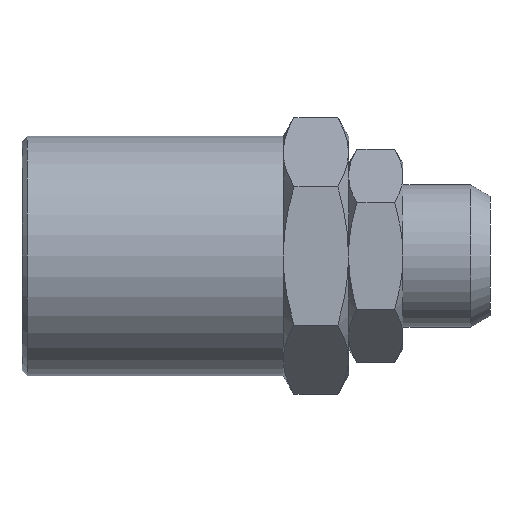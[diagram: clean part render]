
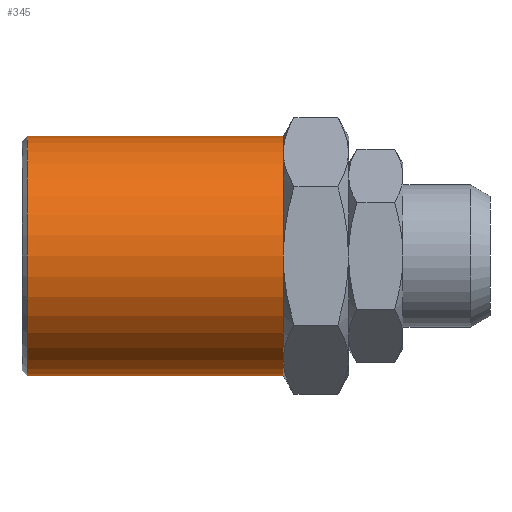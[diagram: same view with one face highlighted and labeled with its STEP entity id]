
A CAD part, left-side view. The second image highlights one B-rep face of the part: STEP entity #345.
In plain terms, the highlighted cylindrical face has radius 11 mm (diameter 22 mm), a full revolution.
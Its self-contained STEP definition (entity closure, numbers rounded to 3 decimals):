
#39 = DIRECTION ( 'NONE',  ( -0.5, 0., -0.866 ) ) ;
#41 = CARTESIAN_POINT ( 'NONE',  ( 5.5, 11., -9.526 ) ) ;
#45 = DIRECTION ( 'NONE',  ( 0., 1., 0. ) ) ;
#46 = CARTESIAN_POINT ( 'NONE',  ( 0., 11., 0. ) ) ;
#149 = VERTEX_POINT ( 'NONE', #1577 ) ;
#150 = CARTESIAN_POINT ( 'NONE',  ( -5.5, 11., 9.526 ) ) ;
#242 = CIRCLE ( 'NONE', #869, 11. ) ;
#266 = CIRCLE ( 'NONE', #875, 11. ) ;
#322 = DIRECTION ( 'NONE',  ( 0., 1., 0. ) ) ;
#323 = EDGE_CURVE ( 'NONE', #1417, #1048, #604, .T. ) ;
#329 = CARTESIAN_POINT ( 'NONE',  ( -5.5, 11., -9.526 ) ) ;
#343 = CARTESIAN_POINT ( 'NONE',  ( -11., 11., 0. ) ) ;
#345 = ADVANCED_FACE ( 'NONE', ( #688, #686 ), #681, .T. ) ;
#441 = DIRECTION ( 'NONE',  ( 0., 1., 0. ) ) ;
#463 = CIRCLE ( 'NONE', #933, 11. ) ;
#475 = CIRCLE ( 'NONE', #932, 11. ) ;
#476 = EDGE_CURVE ( 'NONE', #779, #1417, #463, .T. ) ;
#477 = EDGE_CURVE ( 'NONE', #1305, #779, #475, .T. ) ;
#526 = DIRECTION ( 'NONE',  ( -0.5, 0., -0.866 ) ) ;
#528 = CARTESIAN_POINT ( 'NONE',  ( 5.5, 11., 9.526 ) ) ;
#551 = CARTESIAN_POINT ( 'NONE',  ( 0., 11., 0. ) ) ;
#604 = CIRCLE ( 'NONE', #1178, 11. ) ;
#631 = EDGE_CURVE ( 'NONE', #1048, #800, #266, .T. ) ;
#638 = EDGE_CURVE ( 'NONE', #149, #149, #242, .T. ) ;
#654 = EDGE_CURVE ( 'NONE', #1601, #1305, #1490, .T. ) ;
#668 = EDGE_CURVE ( 'NONE', #800, #1601, #839, .T. ) ;
#681 = CYLINDRICAL_SURFACE ( 'NONE', #1145, 11. ) ;
#686 = FACE_OUTER_BOUND ( 'NONE', #1550, .T. ) ;
#688 = FACE_OUTER_BOUND ( 'NONE', #1182, .T. ) ;
#696 = ORIENTED_EDGE ( 'NONE', *, *, #323, .T. ) ;
#778 = CARTESIAN_POINT ( 'NONE',  ( 0., 11., 0. ) ) ;
#779 = VERTEX_POINT ( 'NONE', #329 ) ;
#797 = DIRECTION ( 'NONE',  ( -0.5, 0., -0.866 ) ) ;
#800 = VERTEX_POINT ( 'NONE', #528 ) ;
#801 = DIRECTION ( 'NONE',  ( 0., 1., 0. ) ) ;
#839 = CIRCLE ( 'NONE', #853, 11. ) ;
#853 = AXIS2_PLACEMENT_3D ( 'NONE', #551, #441, #526 ) ;
#865 = AXIS2_PLACEMENT_3D ( 'NONE', #778, #801, #797 ) ;
#869 = AXIS2_PLACEMENT_3D ( 'NONE', #1340, #322, #1332 ) ;
#872 = ORIENTED_EDGE ( 'NONE', *, *, #638, .F. ) ;
#875 = AXIS2_PLACEMENT_3D ( 'NONE', #1570, #1619, #1259 ) ;
#932 = AXIS2_PLACEMENT_3D ( 'NONE', #1000, #999, #996 ) ;
#933 = AXIS2_PLACEMENT_3D ( 'NONE', #1006, #1004, #1001 ) ;
#996 = DIRECTION ( 'NONE',  ( -0.5, 0., -0.866 ) ) ;
#999 = DIRECTION ( 'NONE',  ( 0., 1., 0. ) ) ;
#1000 = CARTESIAN_POINT ( 'NONE',  ( 0., 11., 0. ) ) ;
#1001 = DIRECTION ( 'NONE',  ( -0.5, 0., -0.866 ) ) ;
#1004 = DIRECTION ( 'NONE',  ( 0., 1., 0. ) ) ;
#1006 = CARTESIAN_POINT ( 'NONE',  ( 0., 11., 0. ) ) ;
#1048 = VERTEX_POINT ( 'NONE', #150 ) ;
#1145 = AXIS2_PLACEMENT_3D ( 'NONE', #1524, #1517, #1528 ) ;
#1160 = ORIENTED_EDGE ( 'NONE', *, *, #668, .T. ) ;
#1178 = AXIS2_PLACEMENT_3D ( 'NONE', #46, #45, #39 ) ;
#1182 = EDGE_LOOP ( 'NONE', ( #1614, #1603, #696, #1501, #1160, #1633 ) ) ;
#1259 = DIRECTION ( 'NONE',  ( -0.5, 0., -0.866 ) ) ;
#1305 = VERTEX_POINT ( 'NONE', #41 ) ;
#1332 = DIRECTION ( 'NONE',  ( -0.5, 0., -0.866 ) ) ;
#1340 = CARTESIAN_POINT ( 'NONE',  ( 0., 34.5, 0. ) ) ;
#1417 = VERTEX_POINT ( 'NONE', #343 ) ;
#1490 = CIRCLE ( 'NONE', #865, 11. ) ;
#1501 = ORIENTED_EDGE ( 'NONE', *, *, #631, .T. ) ;
#1517 = DIRECTION ( 'NONE',  ( 0., -1., 0. ) ) ;
#1524 = CARTESIAN_POINT ( 'NONE',  ( 0., 34.5, 0. ) ) ;
#1528 = DIRECTION ( 'NONE',  ( 0., 0., -1. ) ) ;
#1550 = EDGE_LOOP ( 'NONE', ( #872 ) ) ;
#1570 = CARTESIAN_POINT ( 'NONE',  ( 0., 11., 0. ) ) ;
#1577 = CARTESIAN_POINT ( 'NONE',  ( -5.5, 34.5, -9.526 ) ) ;
#1599 = CARTESIAN_POINT ( 'NONE',  ( 11., 11., 0. ) ) ;
#1601 = VERTEX_POINT ( 'NONE', #1599 ) ;
#1603 = ORIENTED_EDGE ( 'NONE', *, *, #476, .T. ) ;
#1614 = ORIENTED_EDGE ( 'NONE', *, *, #477, .T. ) ;
#1619 = DIRECTION ( 'NONE',  ( 0., 1., 0. ) ) ;
#1633 = ORIENTED_EDGE ( 'NONE', *, *, #654, .T. ) ;
